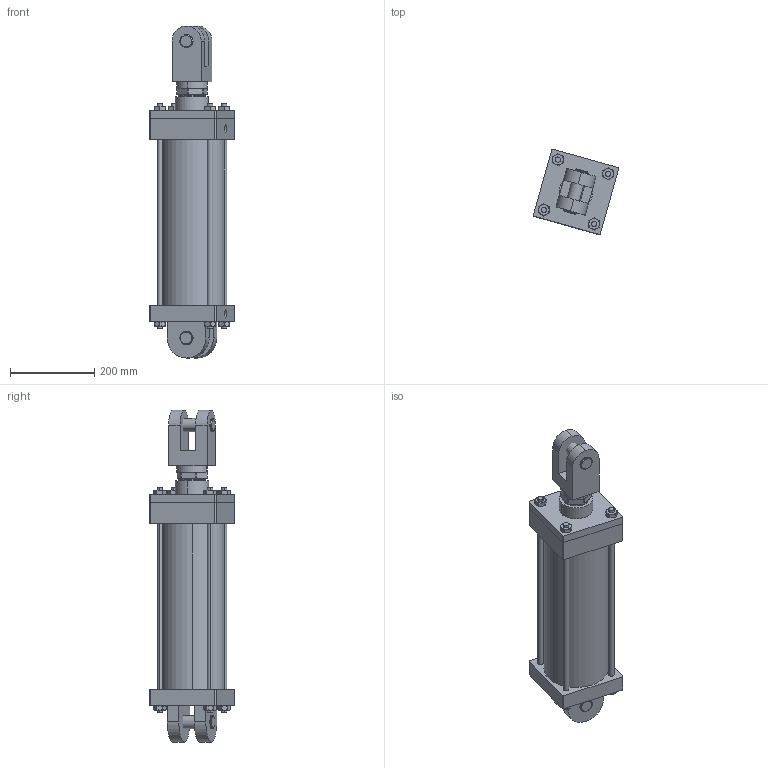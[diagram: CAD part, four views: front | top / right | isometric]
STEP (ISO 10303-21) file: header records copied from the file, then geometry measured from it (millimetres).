
FILE_DESCRIPTION (( 'STEP AP214' ), '1' );
FILE_NAME ('hydraulic cylinder.STEP', '2021-09-30T10:18:43', ( '' ), ( '' ), 'SwSTEP 2.0', 'SolidWorks 2020', '' );
FILE_SCHEMA (( 'AUTOMOTIVE_DESIGN' ));
Length unit declared in the file: millimetre
Products named in the file (16): TOP COVER; LOWER CAP; Rod guide; FORK; hydraulic cylinder; Cylinder Housing; piston; tension bolt nut; Backing seal; Barrete; polished rod nut; piston rod; seal2; piston seal1; nut guide rod; tension bolt
Assembly tree (28 placements, depth 2):
  hydraulic cylinder
    LOWER CAP
    TOP COVER
    Backing seal  x2
    Barrete  x2
    Cylinder Housing
    piston
    piston rod
    Rod guide
    piston seal1  x2
    polished rod nut
    nut guide rod
    seal2
    FORK
    tension bolt  x4
    tension bolt nut  x8
Bounding box: 202.07 x 202.07 x 789.12 mm (x, y, z)
Volume: 6979856.1 mm3; surface area: 1181777.6 mm2
Topology: 32 solids, 32 shells, 522 faces, 1159 edges, 722 vertices
Faces by surface type: cylinder 187, plane 179, cone 146, torus 6, bspline 2, sphere 2
Entity records: 10647 total; most frequent: CARTESIAN_POINT 2217, DIRECTION 1675, ORIENTED_EDGE 1394, EDGE_CURVE 697, AXIS2_PLACEMENT_3D 692, VERTEX_POINT 452, EDGE_LOOP 387, CIRCLE 360
